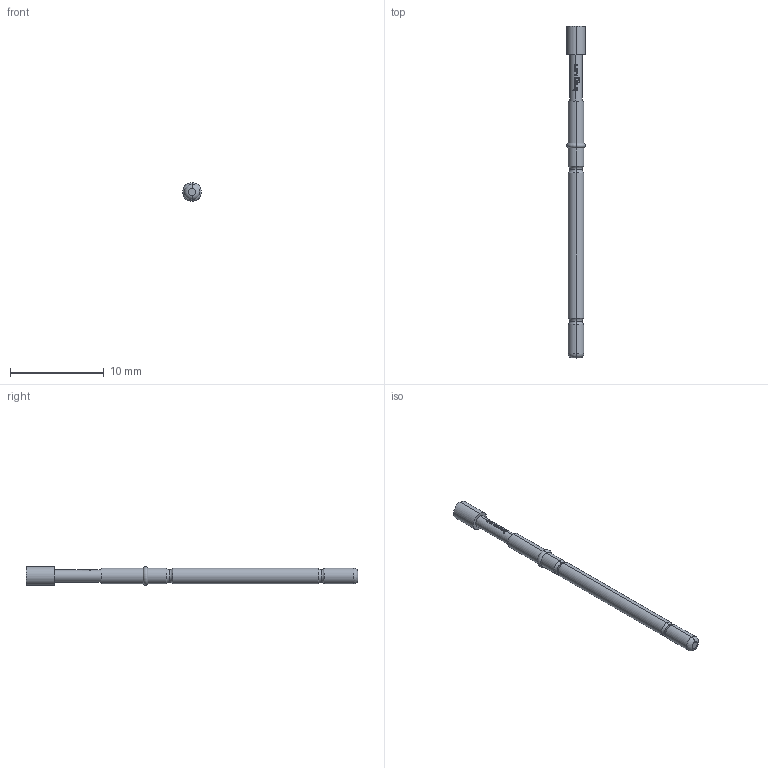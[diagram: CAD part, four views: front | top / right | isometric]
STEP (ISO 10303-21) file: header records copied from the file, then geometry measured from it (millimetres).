
FILE_DESCRIPTION (( 'STEP AP203' ), '1' );
FILE_NAME ('INGUN_GKS-912_302_200_A_xx05.STEP', '2021-10-11T13:44:02', ( 'ochi' ), ( '' ), 'SwSTEP 2.0', 'SolidWorks 2018', '' );
FILE_SCHEMA (( 'CONFIG_CONTROL_DESIGN' ));
Length unit declared in the file: millimetre
Products named in the file (1): INGUN_GKS-912_302_200_A_xx05
Bounding box: 2 x 35.4 x 2 mm (x, y, z)
Volume: 74 mm3; surface area: 189.2 mm2
Topology: 1 solids, 1 shells, 109 faces, 294 edges, 190 vertices
Faces by surface type: plane 44, cylinder 31, bspline 22, torus 12
Entity records: 4451 total; most frequent: CARTESIAN_POINT 2112, ORIENTED_EDGE 588, EDGE_CURVE 294, DIRECTION 290, B_SPLINE_CURVE_WITH_KNOTS 222, VERTEX_POINT 190, AXIS2_PLACEMENT_3D 130, EDGE_LOOP 112
